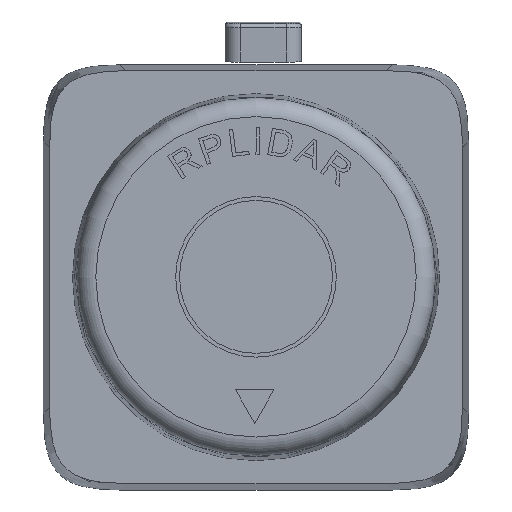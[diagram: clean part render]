
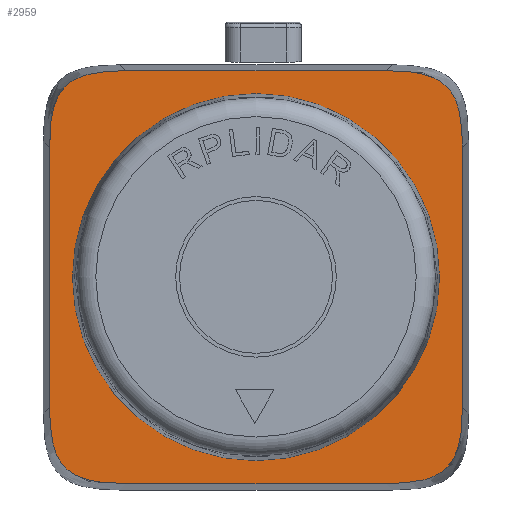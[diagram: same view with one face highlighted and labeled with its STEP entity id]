
A CAD part, top view. The second image highlights one B-rep face of the part: STEP entity #2959.
In plain terms, the highlighted planar face has unit normal (0, 0, 1).
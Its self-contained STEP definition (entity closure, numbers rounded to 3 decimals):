
#38=CIRCLE('',#3075,24.);
#64=FACE_BOUND('',#599,.T.);
#187=B_SPLINE_CURVE_WITH_KNOTS('',3,(#5457,#5458,#5459,#5460,#5461,#5462,
#5463,#5464,#5465,#5466,#5467,#5468),.UNSPECIFIED.,.F.,.F.,(4,2,2,2,2,4),
(0.,0.573,0.932,1.25,1.61,
2.077),.UNSPECIFIED.);
#195=B_SPLINE_CURVE_WITH_KNOTS('',3,(#5578,#5579,#5580,#5581,#5582,#5583,
#5584,#5585,#5586,#5587,#5588,#5589),.UNSPECIFIED.,.F.,.F.,(4,2,2,2,2,4),
(0.,0.573,0.932,1.25,1.61,
2.077),.UNSPECIFIED.);
#197=B_SPLINE_CURVE_WITH_KNOTS('',3,(#5628,#5629,#5630,#5631,#5632,#5633,
#5634,#5635,#5636,#5637,#5638,#5639),.UNSPECIFIED.,.F.,.F.,(4,2,2,2,2,4),
(0.,0.573,0.932,1.25,1.61,
2.077),.UNSPECIFIED.);
#201=B_SPLINE_CURVE_WITH_KNOTS('',3,(#5688,#5689,#5690,#5691,#5692,#5693,
#5694,#5695,#5696,#5697,#5698,#5699),.UNSPECIFIED.,.F.,.F.,(4,2,2,2,2,4),
(0.,0.573,0.932,1.25,1.61,
2.077),.UNSPECIFIED.);
#418=FACE_OUTER_BOUND('',#598,.T.);
#598=EDGE_LOOP('',(#2652,#2653,#2654,#2655,#2656,#2657,#2658,#2659));
#599=EDGE_LOOP('',(#2660));
#862=LINE('',#5540,#1132);
#863=LINE('',#5654,#1133);
#864=LINE('',#5705,#1134);
#865=LINE('',#5707,#1135);
#1132=VECTOR('',#3539,10.);
#1133=VECTOR('',#3542,10.);
#1134=VECTOR('',#3545,10.);
#1135=VECTOR('',#3548,10.);
#1402=VERTEX_POINT('',#5419);
#1403=VERTEX_POINT('',#5455);
#1404=VERTEX_POINT('',#5456);
#1413=VERTEX_POINT('',#5539);
#1414=VERTEX_POINT('',#5577);
#1415=VERTEX_POINT('',#5626);
#1416=VERTEX_POINT('',#5627);
#1417=VERTEX_POINT('',#5649);
#1418=VERTEX_POINT('',#5687);
#1810=EDGE_CURVE('',#1402,#1402,#38,.T.);
#1811=EDGE_CURVE('',#1403,#1404,#187,.T.);
#1822=EDGE_CURVE('',#1404,#1413,#862,.T.);
#1824=EDGE_CURVE('',#1413,#1414,#195,.T.);
#1826=EDGE_CURVE('',#1415,#1416,#197,.T.);
#1830=EDGE_CURVE('',#1417,#1415,#863,.T.);
#1831=EDGE_CURVE('',#1418,#1417,#201,.T.);
#1833=EDGE_CURVE('',#1414,#1418,#864,.T.);
#1834=EDGE_CURVE('',#1416,#1403,#865,.T.);
#2652=ORIENTED_EDGE('',*,*,#1811,.F.);
#2653=ORIENTED_EDGE('',*,*,#1834,.F.);
#2654=ORIENTED_EDGE('',*,*,#1826,.F.);
#2655=ORIENTED_EDGE('',*,*,#1830,.F.);
#2656=ORIENTED_EDGE('',*,*,#1831,.F.);
#2657=ORIENTED_EDGE('',*,*,#1833,.F.);
#2658=ORIENTED_EDGE('',*,*,#1824,.F.);
#2659=ORIENTED_EDGE('',*,*,#1822,.F.);
#2660=ORIENTED_EDGE('',*,*,#1810,.T.);
#2802=PLANE('',#3082);
#2959=ADVANCED_FACE('',(#418,#64),#2802,.T.);
#3075=AXIS2_PLACEMENT_3D('',#5421,#3527,#3528);
#3082=AXIS2_PLACEMENT_3D('',#5708,#3549,#3550);
#3527=DIRECTION('center_axis',(0.,0.,-1.));
#3528=DIRECTION('ref_axis',(1.,0.,0.));
#3539=DIRECTION('',(-1.,0.,0.));
#3542=DIRECTION('',(1.,0.,0.));
#3545=DIRECTION('',(0.,1.,0.));
#3548=DIRECTION('',(0.,-1.,0.));
#3549=DIRECTION('center_axis',(0.,0.,1.));
#3550=DIRECTION('ref_axis',(-1.,0.,0.));
#5419=CARTESIAN_POINT('',(-24.615,-0.615,23.1));
#5421=CARTESIAN_POINT('Origin',(-0.615,-0.615,23.1));
#5455=CARTESIAN_POINT('',(26.379,-17.614,23.1));
#5456=CARTESIAN_POINT('',(16.385,-27.608,23.1));
#5457=CARTESIAN_POINT('Ctrl Pts',(26.379,-17.614,23.1));
#5458=CARTESIAN_POINT('Ctrl Pts',(26.379,-19.523,23.1));
#5459=CARTESIAN_POINT('Ctrl Pts',(26.246,-21.309,23.1));
#5460=CARTESIAN_POINT('Ctrl Pts',(25.568,-23.694,23.1));
#5461=CARTESIAN_POINT('Ctrl Pts',(25.208,-24.443,23.1));
#5462=CARTESIAN_POINT('Ctrl Pts',(24.316,-25.598,23.1));
#5463=CARTESIAN_POINT('Ctrl Pts',(23.811,-26.028,23.1));
#5464=CARTESIAN_POINT('Ctrl Pts',(22.548,-26.758,23.1));
#5465=CARTESIAN_POINT('Ctrl Pts',(21.741,-27.047,23.1));
#5466=CARTESIAN_POINT('Ctrl Pts',(19.495,-27.51,23.1));
#5467=CARTESIAN_POINT('Ctrl Pts',(18.02,-27.608,23.1));
#5468=CARTESIAN_POINT('Ctrl Pts',(16.385,-27.608,23.1));
#5539=CARTESIAN_POINT('',(-17.614,-27.608,23.1));
#5540=CARTESIAN_POINT('',(27.185,-27.608,23.1));
#5577=CARTESIAN_POINT('',(-27.608,-17.614,23.1));
#5578=CARTESIAN_POINT('Ctrl Pts',(-17.614,-27.608,23.1));
#5579=CARTESIAN_POINT('Ctrl Pts',(-19.523,-27.608,23.1));
#5580=CARTESIAN_POINT('Ctrl Pts',(-21.309,-27.475,23.1));
#5581=CARTESIAN_POINT('Ctrl Pts',(-23.694,-26.797,23.1));
#5582=CARTESIAN_POINT('Ctrl Pts',(-24.443,-26.437,23.1));
#5583=CARTESIAN_POINT('Ctrl Pts',(-25.598,-25.545,23.1));
#5584=CARTESIAN_POINT('Ctrl Pts',(-26.028,-25.04,23.1));
#5585=CARTESIAN_POINT('Ctrl Pts',(-26.758,-23.777,23.1));
#5586=CARTESIAN_POINT('Ctrl Pts',(-27.047,-22.971,23.1));
#5587=CARTESIAN_POINT('Ctrl Pts',(-27.51,-20.724,23.1));
#5588=CARTESIAN_POINT('Ctrl Pts',(-27.608,-19.249,23.1));
#5589=CARTESIAN_POINT('Ctrl Pts',(-27.608,-17.614,23.1));
#5626=CARTESIAN_POINT('',(16.385,26.379,23.1));
#5627=CARTESIAN_POINT('',(26.379,16.385,23.1));
#5628=CARTESIAN_POINT('Ctrl Pts',(16.385,26.379,23.1));
#5629=CARTESIAN_POINT('Ctrl Pts',(18.294,26.379,23.1));
#5630=CARTESIAN_POINT('Ctrl Pts',(20.08,26.246,23.1));
#5631=CARTESIAN_POINT('Ctrl Pts',(22.465,25.568,23.1));
#5632=CARTESIAN_POINT('Ctrl Pts',(23.214,25.208,23.1));
#5633=CARTESIAN_POINT('Ctrl Pts',(24.369,24.316,23.1));
#5634=CARTESIAN_POINT('Ctrl Pts',(24.799,23.811,23.1));
#5635=CARTESIAN_POINT('Ctrl Pts',(25.529,22.548,23.1));
#5636=CARTESIAN_POINT('Ctrl Pts',(25.818,21.741,23.1));
#5637=CARTESIAN_POINT('Ctrl Pts',(26.281,19.495,23.1));
#5638=CARTESIAN_POINT('Ctrl Pts',(26.379,18.02,23.1));
#5639=CARTESIAN_POINT('Ctrl Pts',(26.379,16.385,23.1));
#5649=CARTESIAN_POINT('',(-17.614,26.379,23.1));
#5654=CARTESIAN_POINT('',(-28.415,26.379,23.1));
#5687=CARTESIAN_POINT('',(-27.608,16.385,23.1));
#5688=CARTESIAN_POINT('Ctrl Pts',(-27.608,16.385,23.1));
#5689=CARTESIAN_POINT('Ctrl Pts',(-27.608,18.294,23.1));
#5690=CARTESIAN_POINT('Ctrl Pts',(-27.475,20.08,23.1));
#5691=CARTESIAN_POINT('Ctrl Pts',(-26.797,22.465,23.1));
#5692=CARTESIAN_POINT('Ctrl Pts',(-26.437,23.214,23.1));
#5693=CARTESIAN_POINT('Ctrl Pts',(-25.545,24.369,23.1));
#5694=CARTESIAN_POINT('Ctrl Pts',(-25.04,24.799,23.1));
#5695=CARTESIAN_POINT('Ctrl Pts',(-23.777,25.529,23.1));
#5696=CARTESIAN_POINT('Ctrl Pts',(-22.971,25.818,23.1));
#5697=CARTESIAN_POINT('Ctrl Pts',(-20.724,26.281,23.1));
#5698=CARTESIAN_POINT('Ctrl Pts',(-19.249,26.379,23.1));
#5699=CARTESIAN_POINT('Ctrl Pts',(-17.614,26.379,23.1));
#5705=CARTESIAN_POINT('',(-27.608,-28.415,23.1));
#5707=CARTESIAN_POINT('',(26.379,27.185,23.1));
#5708=CARTESIAN_POINT('Origin',(-0.615,-0.615,23.1));
